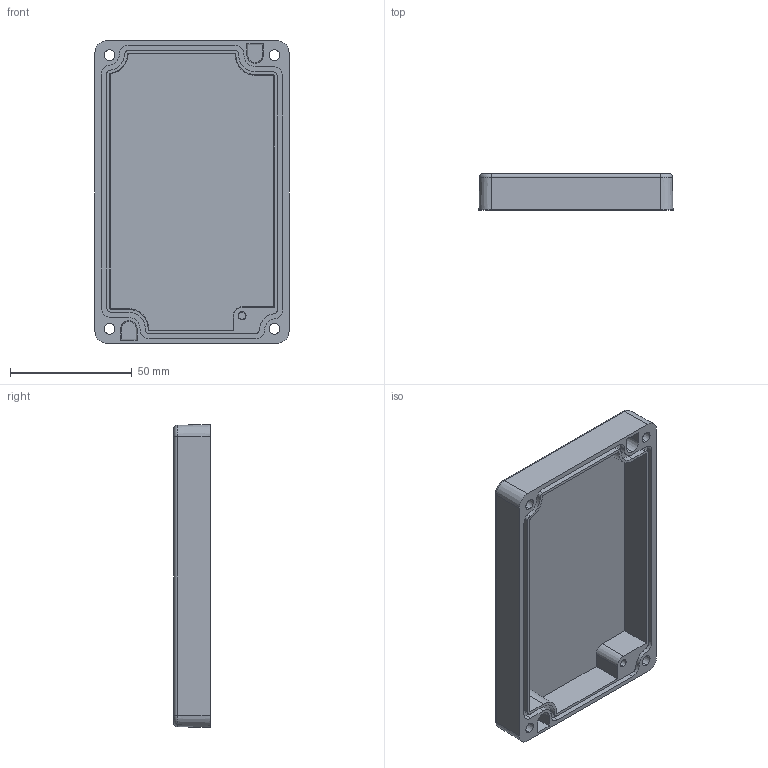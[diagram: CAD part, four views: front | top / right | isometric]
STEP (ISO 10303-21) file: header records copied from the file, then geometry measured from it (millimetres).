
FILE_DESCRIPTION(('FreeCAD Model'),'2;1');
FILE_NAME('Open CASCADE Shape Model','2025-10-24T14:35:57',(''),(''), 'Open CASCADE STEP processor 7.8','FreeCAD','Unknown');
FILE_SCHEMA(('AUTOMOTIVE_DESIGN { 1 0 10303 214 1 1 1 1 }'));
Length unit declared in the file: millimetre
Products named in the file (1): AN-13C_AN-13C-01
Bounding box: 79.8 x 15 x 124.5 mm (x, y, z)
Volume: 54844.1 mm3; surface area: 32988 mm2
Topology: 1 solids, 1 shells, 114 faces, 294 edges, 188 vertices
Faces by surface type: plane 38, cone 36, cylinder 36, torus 4
Entity records: 3536 total; most frequent: DIRECTION 656, CARTESIAN_POINT 597, ORIENTED_EDGE 588, EDGE_CURVE 294, AXIS2_PLACEMENT_3D 247, VERTEX_POINT 188, LINE 162, VECTOR 162
